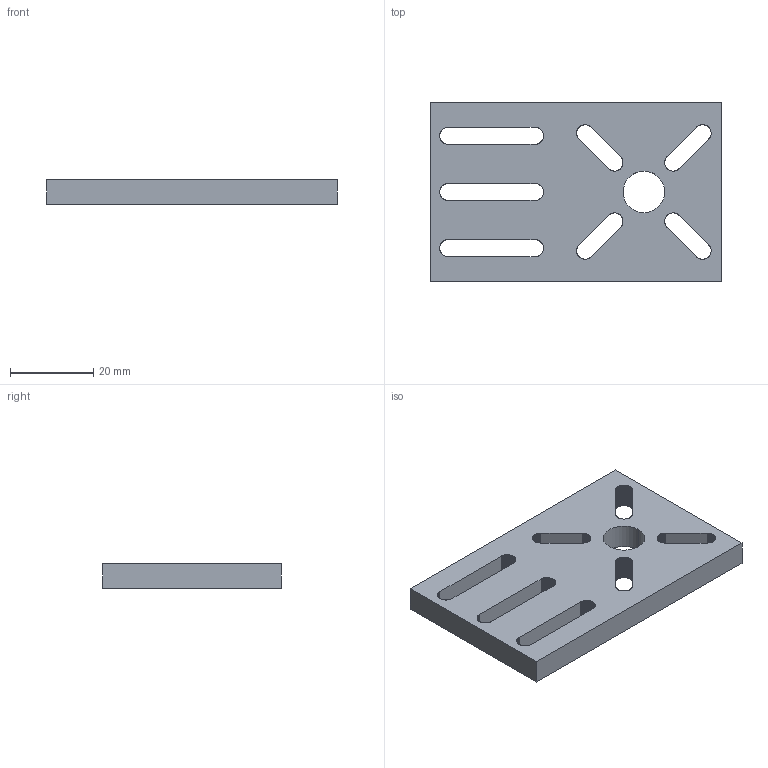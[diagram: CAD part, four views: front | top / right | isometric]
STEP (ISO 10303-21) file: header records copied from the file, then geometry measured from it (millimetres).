
FILE_DESCRIPTION(('STEP AP214'),'1');
FILE_NAME('tmp0.stp','2016-03-21T15:43:18',(' '),(' '),'Spatial InterOp 3D',' ',' ');
FILE_SCHEMA(('automotive_design'));
Length unit declared in the file: millimetre
Products named in the file (1): 1
Bounding box: 70 x 43 x 6 mm (x, y, z)
Volume: 14509 mm3; surface area: 8153.7 mm2
Topology: 1 solids, 1 shells, 876 faces, 2622 edges, 1748 vertices
Faces by surface type: plane 874, cylinder 2
Entity records: 35934 total; most frequent: CARTESIAN_POINT 5247, ORIENTED_EDGE 5244, DIRECTION 4380, EDGE_CURVE 2622, LINE 2618, VECTOR 2618, VERTEX_POINT 1748, EDGE_LOOP 892
